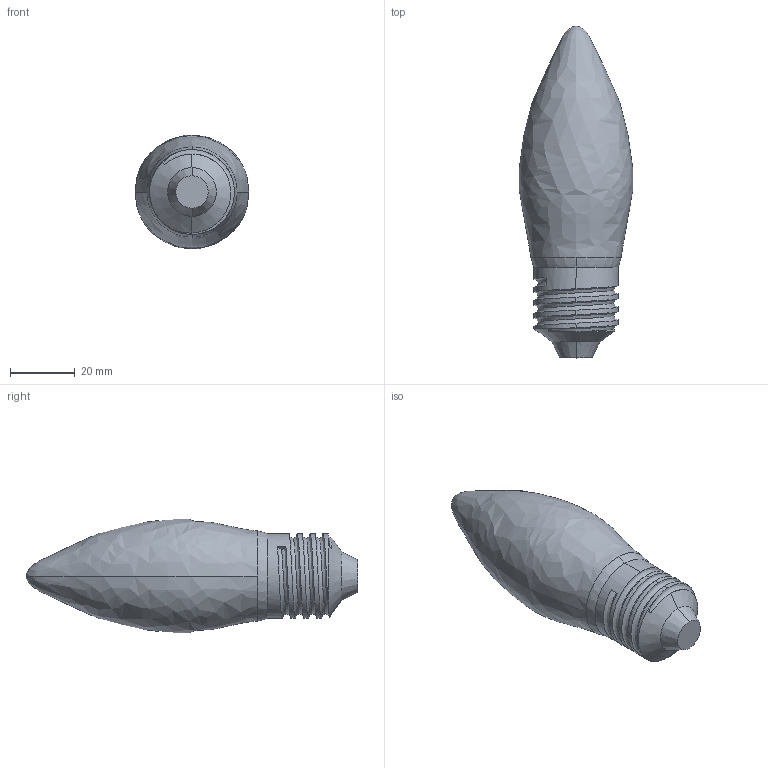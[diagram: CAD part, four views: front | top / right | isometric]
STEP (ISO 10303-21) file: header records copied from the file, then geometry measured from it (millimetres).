
FILE_DESCRIPTION (( 'STEP AP214' ), '1' );
FILE_NAME ('LLF-C35-5-230-30-E27-CL_Ëàìïà ñâåòîäèîäíàÿ C35 ñâå÷à ïðîçð. 5Âò 230Â 3000Ê E27 ñåðèÿ 360° IEK.STEP', '2018-06-28T08:09:24', ( '' ), ( '' ), 'SwSTEP 2.0', 'SolidWorks 2014', '' );
FILE_SCHEMA (( 'AUTOMOTIVE_DESIGN' ));
Length unit declared in the file: millimetre
Products named in the file (1): LLF-C35-5-230-30-E27-CL_Ëàìïà ñâåòîäèîäíàÿ C35 ñâå÷à ïðîçð. 5Âò 230Â 3000Ê E27 ñåðèÿ 360° IEK
Bounding box: 34.94 x 102.27 x 35 mm (x, y, z)
Volume: 57575 mm3; surface area: 9168.3 mm2
Topology: 1 solids, 1 shells, 21 faces, 56 edges, 35 vertices
Faces by surface type: cylinder 8, bspline 4, cone 4, plane 3, torus 2
Entity records: 2408 total; most frequent: CARTESIAN_POINT 1926, ORIENTED_EDGE 108, DIRECTION 82, EDGE_CURVE 54, VERTEX_POINT 35, AXIS2_PLACEMENT_3D 34, EDGE_LOOP 21, FACE_OUTER_BOUND 21
